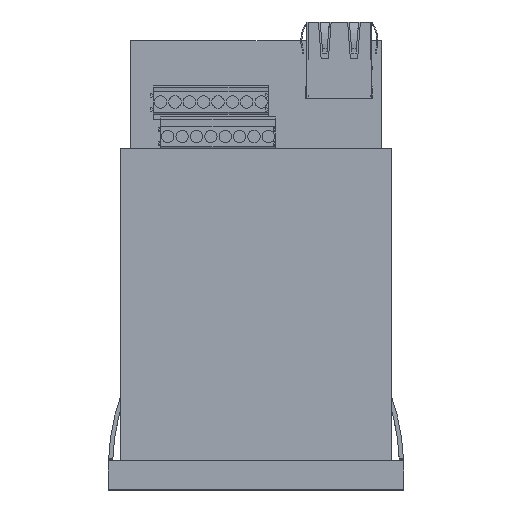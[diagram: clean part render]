
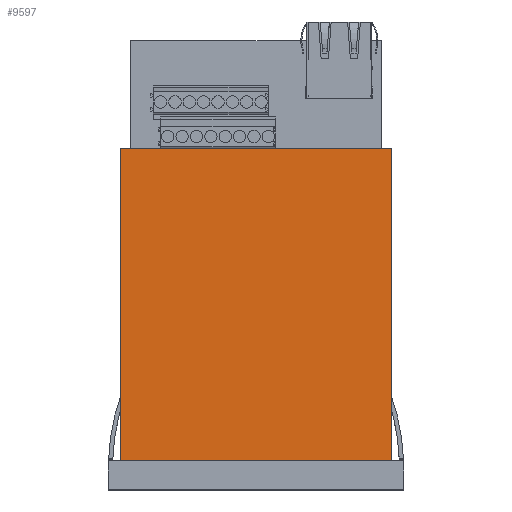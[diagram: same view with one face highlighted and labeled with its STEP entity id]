
A CAD part, top view. The second image highlights one B-rep face of the part: STEP entity #9597.
In plain terms, the highlighted face is planar.
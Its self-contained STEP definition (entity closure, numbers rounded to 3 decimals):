
#954=CARTESIAN_POINT('',(-101.957,-126.589,-0.5));
#955=VERTEX_POINT('',#954);
#962=CARTESIAN_POINT('',(-101.957,-60.789,-0.5));
#963=VERTEX_POINT('',#962);
#964=CARTESIAN_POINT('',(-101.957,-126.589,-0.5));
#965=DIRECTION('',(0.0,1.0,0.0));
#966=VECTOR('',#965,65.8);
#967=LINE('',#964,#966);
#968=EDGE_CURVE('',#955,#963,#967,.T.);
#4151=CARTESIAN_POINT('',(-101.957,-60.789,75.5));
#4152=VERTEX_POINT('',#4151);
#4153=CARTESIAN_POINT('',(-101.957,-60.789,-0.5));
#4154=DIRECTION('',(0.0,0.0,1.0));
#4155=VECTOR('',#4154,76.);
#4156=LINE('',#4153,#4155);
#4157=EDGE_CURVE('',#963,#4152,#4156,.T.);
#9564=CARTESIAN_POINT('',(-101.957,-126.589,75.5));
#9565=VERTEX_POINT('',#9564);
#9572=CARTESIAN_POINT('',(-101.957,-126.589,-0.5));
#9573=DIRECTION('',(0.0,0.0,1.0));
#9574=VECTOR('',#9573,76.0);
#9575=LINE('',#9572,#9574);
#9576=EDGE_CURVE('',#955,#9565,#9575,.T.);
#9581=CARTESIAN_POINT('',(-101.957,-126.589,-0.5));
#9582=DIRECTION('',(-1.0,0.0,0.0));
#9583=DIRECTION('',(0.0,0.0,1.0));
#9584=AXIS2_PLACEMENT_3D('',#9581,#9582,#9583);
#9585=PLANE('',#9584);
#9586=CARTESIAN_POINT('',(-101.957,-126.589,75.5));
#9587=DIRECTION('',(0.0,1.0,0.0));
#9588=VECTOR('',#9587,65.8);
#9589=LINE('',#9586,#9588);
#9590=EDGE_CURVE('',#9565,#4152,#9589,.T.);
#9591=ORIENTED_EDGE('',*,*,#9590,.T.);
#9592=ORIENTED_EDGE('',*,*,#4157,.F.);
#9593=ORIENTED_EDGE('',*,*,#968,.F.);
#9594=ORIENTED_EDGE('',*,*,#9576,.T.);
#9595=EDGE_LOOP('',(#9591,#9592,#9593,#9594));
#9596=FACE_OUTER_BOUND('',#9595,.T.);
#9597=ADVANCED_FACE('',(#9596),#9585,.T.);
